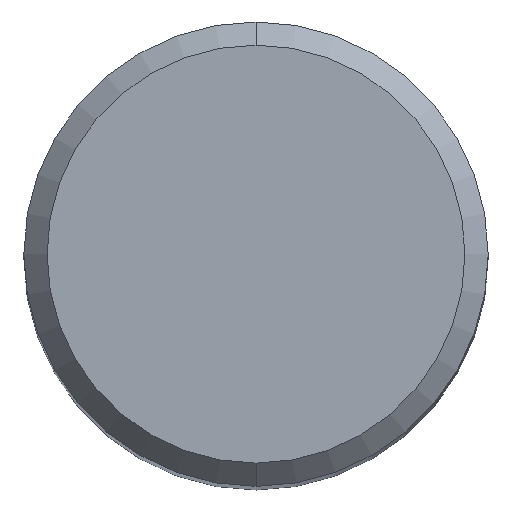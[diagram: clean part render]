
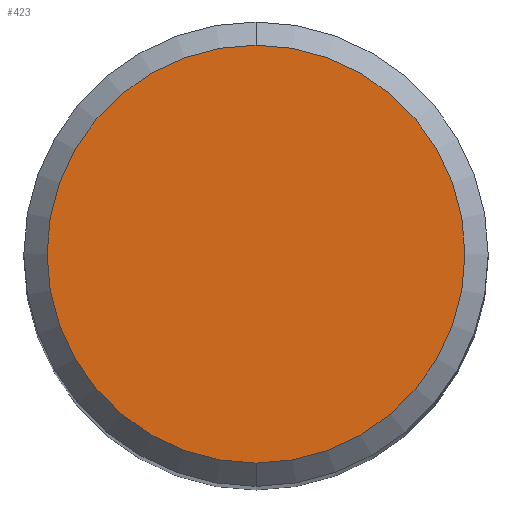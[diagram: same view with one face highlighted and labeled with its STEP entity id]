
A CAD part, top view. The second image highlights one B-rep face of the part: STEP entity #423.
In plain terms, the highlighted planar face has unit normal (0, 0, 1).
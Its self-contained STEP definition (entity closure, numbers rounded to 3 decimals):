
#255=VERTEX_POINT('',#569);
#281=EDGE_CURVE('',#401,#255,#599,.T.);
#401=VERTEX_POINT('',#730);
#423=ADVANCED_FACE('',(#755),#756,.T.);
#455=EDGE_CURVE('',#255,#401,#792,.T.);
#569=CARTESIAN_POINT('',(0.0,3.6,0.0));
#599=CIRCLE('',#1103,3.6);
#730=CARTESIAN_POINT('',(0.,-3.6,0.0));
#755=FACE_OUTER_BOUND('',#1389,.T.);
#756=PLANE('',#1390);
#792=CIRCLE('',#1441,3.6);
#1103=AXIS2_PLACEMENT_3D('',#1577,#1578,#1579);
#1389=EDGE_LOOP('',(#1761,#1762));
#1390=AXIS2_PLACEMENT_3D('',#1763,#1764,#1765);
#1441=AXIS2_PLACEMENT_3D('',#1811,#1812,#1813);
#1577=CARTESIAN_POINT('',(0.0,0.0,0.0));
#1578=DIRECTION('',(0.0,0.0,-1.0));
#1579=DIRECTION('',(0.0,1.0,0.0));
#1761=ORIENTED_EDGE('',*,*,#455,.F.);
#1762=ORIENTED_EDGE('',*,*,#281,.F.);
#1763=CARTESIAN_POINT('',(0.0,1.8,0.0));
#1764=DIRECTION('',(-0.0,0.0,1.0));
#1765=DIRECTION('',(0.0,-1.0,0.0));
#1811=CARTESIAN_POINT('',(0.0,0.0,0.0));
#1812=DIRECTION('',(0.0,0.0,-1.0));
#1813=DIRECTION('',(0.0,1.0,0.0));
